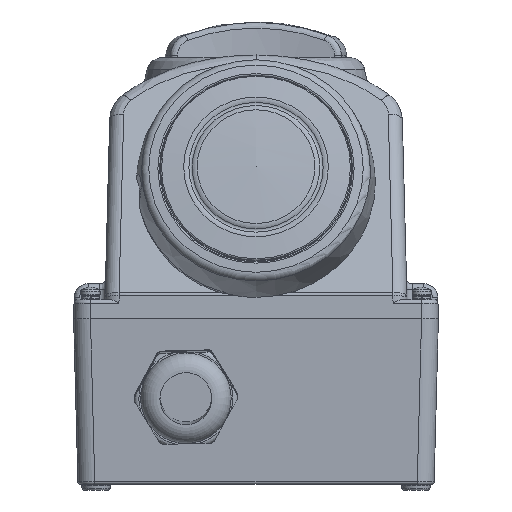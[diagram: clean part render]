
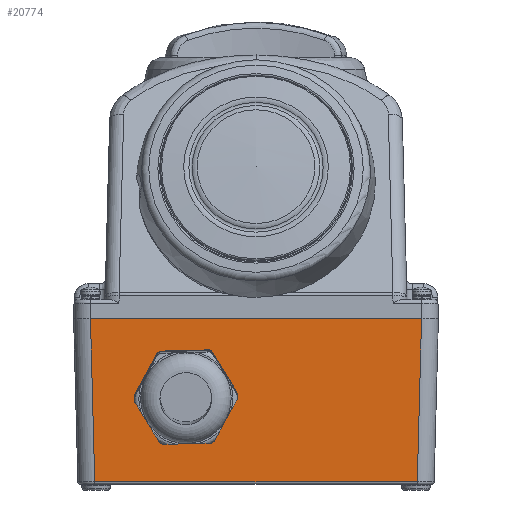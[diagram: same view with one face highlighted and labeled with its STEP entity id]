
A CAD part, front view. The second image highlights one B-rep face of the part: STEP entity #20774.
In plain terms, the highlighted planar face has unit normal (0, -1, -0.026).
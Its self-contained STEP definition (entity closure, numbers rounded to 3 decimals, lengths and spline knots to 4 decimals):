
#581=FACE_BOUND('',#3374,.T.);
#636=PLANE('',#22108);
#2157=FACE_OUTER_BOUND('',#3373,.T.);
#3373=EDGE_LOOP('',(#13171,#13172,#13173,#13174));
#3374=EDGE_LOOP('',(#13175,#13176,#13177,#13178,#13179,#13180,#13181,#13182,
#13183,#13184,#13185,#13186));
#4925=CIRCLE('',#22109,0.7264);
#4926=CIRCLE('',#22110,0.7264);
#4927=CIRCLE('',#22111,0.7264);
#4928=CIRCLE('',#22112,0.7264);
#4929=CIRCLE('',#22113,0.7264);
#4930=CIRCLE('',#22114,0.7264);
#5728=LINE('',#29639,#6726);
#5729=LINE('',#29641,#6727);
#5730=LINE('',#29643,#6728);
#5731=LINE('',#29644,#6729);
#5732=LINE('',#29649,#6730);
#5733=LINE('',#29653,#6731);
#5734=LINE('',#29657,#6732);
#5735=LINE('',#29661,#6733);
#5736=LINE('',#29665,#6734);
#5737=LINE('',#29668,#6735);
#6726=VECTOR('',#24179,0.0394);
#6727=VECTOR('',#24180,0.0394);
#6728=VECTOR('',#24181,0.0394);
#6729=VECTOR('',#24182,0.0394);
#6730=VECTOR('',#24185,0.0394);
#6731=VECTOR('',#24188,0.0394);
#6732=VECTOR('',#24191,0.0394);
#6733=VECTOR('',#24194,0.0394);
#6734=VECTOR('',#24197,0.0394);
#6735=VECTOR('',#24200,0.0394);
#7823=VERTEX_POINT('',#29637);
#7824=VERTEX_POINT('',#29638);
#7825=VERTEX_POINT('',#29640);
#7826=VERTEX_POINT('',#29642);
#7827=VERTEX_POINT('',#29645);
#7828=VERTEX_POINT('',#29646);
#7829=VERTEX_POINT('',#29648);
#7830=VERTEX_POINT('',#29650);
#7831=VERTEX_POINT('',#29652);
#7832=VERTEX_POINT('',#29654);
#7833=VERTEX_POINT('',#29656);
#7834=VERTEX_POINT('',#29658);
#7835=VERTEX_POINT('',#29660);
#7836=VERTEX_POINT('',#29662);
#7837=VERTEX_POINT('',#29664);
#7838=VERTEX_POINT('',#29666);
#9869=EDGE_CURVE('',#7823,#7824,#5728,.T.);
#9870=EDGE_CURVE('',#7824,#7825,#5729,.T.);
#9871=EDGE_CURVE('',#7826,#7825,#5730,.T.);
#9872=EDGE_CURVE('',#7826,#7823,#5731,.T.);
#9873=EDGE_CURVE('',#7827,#7828,#4925,.T.);
#9874=EDGE_CURVE('',#7827,#7829,#5732,.T.);
#9875=EDGE_CURVE('',#7830,#7829,#4926,.T.);
#9876=EDGE_CURVE('',#7830,#7831,#5733,.T.);
#9877=EDGE_CURVE('',#7832,#7831,#4927,.T.);
#9878=EDGE_CURVE('',#7832,#7833,#5734,.T.);
#9879=EDGE_CURVE('',#7834,#7833,#4928,.T.);
#9880=EDGE_CURVE('',#7834,#7835,#5735,.T.);
#9881=EDGE_CURVE('',#7836,#7835,#4929,.T.);
#9882=EDGE_CURVE('',#7836,#7837,#5736,.T.);
#9883=EDGE_CURVE('',#7838,#7837,#4930,.T.);
#9884=EDGE_CURVE('',#7838,#7828,#5737,.T.);
#13171=ORIENTED_EDGE('',*,*,#9869,.T.);
#13172=ORIENTED_EDGE('',*,*,#9870,.T.);
#13173=ORIENTED_EDGE('',*,*,#9871,.F.);
#13174=ORIENTED_EDGE('',*,*,#9872,.T.);
#13175=ORIENTED_EDGE('',*,*,#9873,.F.);
#13176=ORIENTED_EDGE('',*,*,#9874,.T.);
#13177=ORIENTED_EDGE('',*,*,#9875,.F.);
#13178=ORIENTED_EDGE('',*,*,#9876,.T.);
#13179=ORIENTED_EDGE('',*,*,#9877,.F.);
#13180=ORIENTED_EDGE('',*,*,#9878,.T.);
#13181=ORIENTED_EDGE('',*,*,#9879,.F.);
#13182=ORIENTED_EDGE('',*,*,#9880,.T.);
#13183=ORIENTED_EDGE('',*,*,#9881,.F.);
#13184=ORIENTED_EDGE('',*,*,#9882,.T.);
#13185=ORIENTED_EDGE('',*,*,#9883,.F.);
#13186=ORIENTED_EDGE('',*,*,#9884,.T.);
#20774=ADVANCED_FACE('',(#2157,#581),#636,.F.);
#22108=AXIS2_PLACEMENT_3D('',#29636,#24177,#24178);
#22109=AXIS2_PLACEMENT_3D('',#29647,#24183,#24184);
#22110=AXIS2_PLACEMENT_3D('',#29651,#24186,#24187);
#22111=AXIS2_PLACEMENT_3D('',#29655,#24189,#24190);
#22112=AXIS2_PLACEMENT_3D('',#29659,#24192,#24193);
#22113=AXIS2_PLACEMENT_3D('',#29663,#24195,#24196);
#22114=AXIS2_PLACEMENT_3D('',#29667,#24198,#24199);
#24177=DIRECTION('center_axis',(0.,1.,0.026));
#24178=DIRECTION('ref_axis',(-1.,0.,0.));
#24179=DIRECTION('',(0.026,0.026,-0.999));
#24180=DIRECTION('',(1.,0.,0.));
#24181=DIRECTION('',(-0.026,0.026,-0.999));
#24182=DIRECTION('',(-1.,0.,0.));
#24183=DIRECTION('center_axis',(0.,-1.,-0.026));
#24184=DIRECTION('ref_axis',(-0.026,-0.026,0.999));
#24185=DIRECTION('',(-0.522,-0.022,0.852));
#24186=DIRECTION('center_axis',(0.,-1.,-0.026));
#24187=DIRECTION('ref_axis',(-0.026,-0.026,0.999));
#24188=DIRECTION('',(0.477,-0.023,0.879));
#24189=DIRECTION('center_axis',(0.,-1.,-0.026));
#24190=DIRECTION('ref_axis',(-0.026,-0.026,0.999));
#24191=DIRECTION('',(1.,-0.001,0.026));
#24192=DIRECTION('center_axis',(0.,-1.,-0.026));
#24193=DIRECTION('ref_axis',(-0.026,-0.026,0.999));
#24194=DIRECTION('',(0.522,0.022,-0.852));
#24195=DIRECTION('center_axis',(0.,-1.,-0.026));
#24196=DIRECTION('ref_axis',(-0.026,-0.026,0.999));
#24197=DIRECTION('',(-0.477,0.023,-0.879));
#24198=DIRECTION('center_axis',(0.,-1.,-0.026));
#24199=DIRECTION('ref_axis',(-0.026,-0.026,0.999));
#24200=DIRECTION('',(-1.,0.001,-0.026));
#29636=CARTESIAN_POINT('Origin',(-2.5591,-5.1181,0.));
#29637=CARTESIAN_POINT('',(-2.3229,-5.1181,0.));
#29638=CARTESIAN_POINT('',(-2.2631,-5.0583,-2.2845));
#29639=CARTESIAN_POINT('',(-2.3229,-5.1181,0.));
#29640=CARTESIAN_POINT('',(2.2631,-5.0583,-2.2845));
#29641=CARTESIAN_POINT('',(-2.2631,-5.0583,-2.2845));
#29642=CARTESIAN_POINT('',(2.3229,-5.1181,0.));
#29643=CARTESIAN_POINT('',(2.3229,-5.1181,0.));
#29644=CARTESIAN_POINT('',(2.3229,-5.1181,0.));
#29645=CARTESIAN_POINT('',(-1.35,-5.0733,-1.7106));
#29646=CARTESIAN_POINT('',(-1.3114,-5.0728,-1.7316));
#29647=CARTESIAN_POINT('Origin',(-0.9843,-5.0897,-1.0833));
#29648=CARTESIAN_POINT('',(-1.7095,-5.0887,-1.1242));
#29649=CARTESIAN_POINT('',(-1.6557,-5.0864,-1.2119));
#29650=CARTESIAN_POINT('',(-1.7106,-5.0898,-1.0803));
#29651=CARTESIAN_POINT('Origin',(-0.9843,-5.0897,-1.0833));
#29652=CARTESIAN_POINT('',(-1.3824,-5.1056,-0.4759));
#29653=CARTESIAN_POINT('',(-1.6616,-5.0922,-0.99));
#29654=CARTESIAN_POINT('',(-1.3449,-5.1062,-0.453));
#29655=CARTESIAN_POINT('Origin',(-0.9843,-5.0897,-1.0833));
#29656=CARTESIAN_POINT('',(-0.6571,-5.1067,-0.4349));
#29657=CARTESIAN_POINT('',(-1.4831,-5.1062,-0.4566));
#29658=CARTESIAN_POINT('',(-0.6185,-5.1062,-0.4559));
#29659=CARTESIAN_POINT('Origin',(-0.9843,-5.0897,-1.0833));
#29660=CARTESIAN_POINT('',(-0.259,-5.0908,-1.0423));
#29661=CARTESIAN_POINT('',(-0.5648,-5.1039,-0.5436));
#29662=CARTESIAN_POINT('',(-0.2579,-5.0897,-1.0862));
#29663=CARTESIAN_POINT('Origin',(-0.9843,-5.0897,-1.0833));
#29664=CARTESIAN_POINT('',(-0.5862,-5.0738,-1.6906));
#29665=CARTESIAN_POINT('',(-0.5371,-5.0762,-1.6003));
#29666=CARTESIAN_POINT('',(-0.6236,-5.0732,-1.7136));
#29667=CARTESIAN_POINT('Origin',(-0.9843,-5.0897,-1.0833));
#29668=CARTESIAN_POINT('',(-1.4496,-5.0727,-1.7352));
